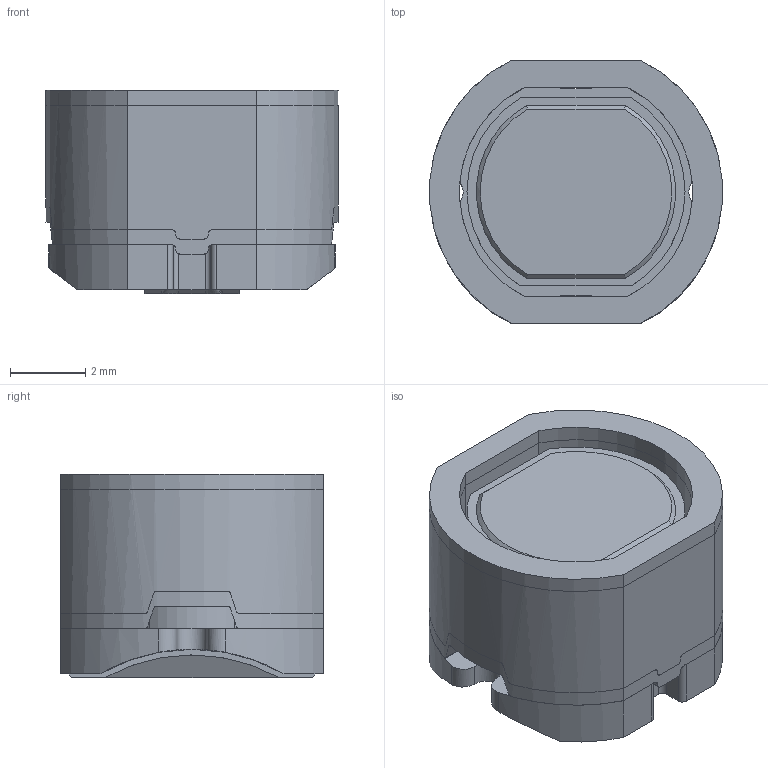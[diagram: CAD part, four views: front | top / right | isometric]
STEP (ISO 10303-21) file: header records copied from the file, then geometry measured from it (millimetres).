
FILE_DESCRIPTION( ( 'Unknown' ), '1' );
FILE_NAME( '744787xxx.stp', 'Unknown', ( 'WJelisarow' ), ( 'Würth Elektronik eiSos' ), 'PSStep 14.0', 'Unknown', ' ' );
FILE_SCHEMA( ( 'AUTOMOTIVE_DESIGN { 1 0 10303 214 1 1 1 1 }' ) );
Length unit declared in the file: millimetre
Products named in the file (3): Assem1; core; shield
Bounding box: 7.78 x 7 x 5.4 mm (x, y, z)
Surface area: 777.5 mm2
Topology: 4 solids, 4 shells, 244 faces, 696 edges, 464 vertices
Faces by surface type: plane 128, cylinder 96, cone 20
Entity records: 5608 total; most frequent: CARTESIAN_POINT 1032, ORIENTED_EDGE 772, DIRECTION 702, EDGE_CURVE 348, AXIS2_PLACEMENT_3D 246, VERTEX_POINT 232, LINE 210, VECTOR 210
